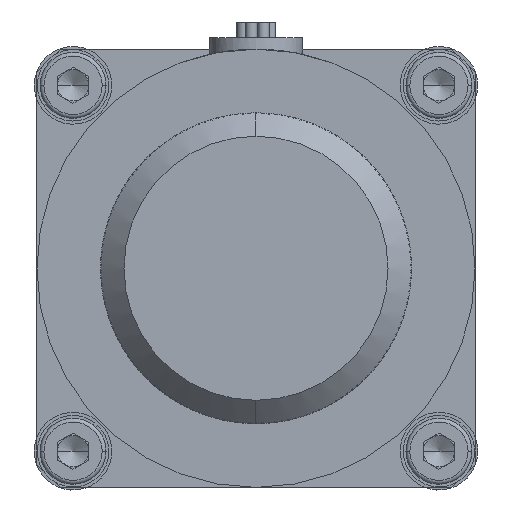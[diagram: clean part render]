
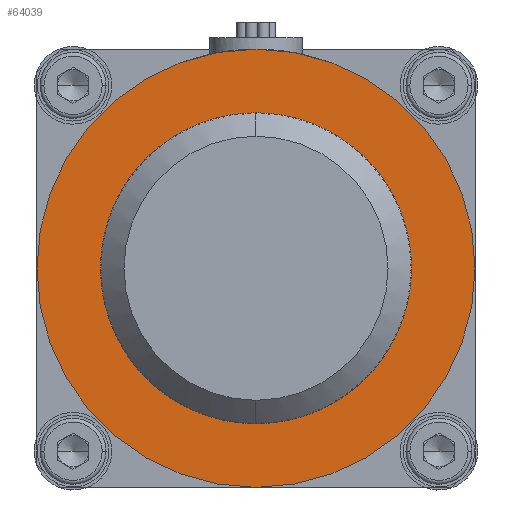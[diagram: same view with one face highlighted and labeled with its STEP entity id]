
A CAD part, front view. The second image highlights one B-rep face of the part: STEP entity #64039.
In plain terms, the highlighted face is planar.
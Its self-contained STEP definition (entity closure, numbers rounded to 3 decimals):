
#443 = CARTESIAN_POINT ( 'NONE',  ( 0., 38., 0. ) ) ;
#893 = EDGE_CURVE ( 'NONE', #52180, #1019, #1095, .T. ) ;
#950 = CARTESIAN_POINT ( 'NONE',  ( -9.525, 38., 0. ) ) ;
#1019 = VERTEX_POINT ( 'NONE', #56244 ) ;
#1095 = CIRCLE ( 'NONE', #35810, 28.2 ) ;
#2141 = EDGE_CURVE ( 'NONE', #64549, #12636, #40681, .T. ) ;
#2735 = CARTESIAN_POINT ( 'NONE',  ( 0., 38., 28.2 ) ) ;
#2900 = CIRCLE ( 'NONE', #37581, 3.9 ) ;
#3550 = ORIENTED_EDGE ( 'NONE', *, *, #2141, .F. ) ;
#4640 = DIRECTION ( 'NONE',  ( 0., 0., 1. ) ) ;
#5525 = FACE_BOUND ( 'NONE', #58352, .T. ) ;
#5810 = EDGE_CURVE ( 'NONE', #44218, #27834, #17277, .T. ) ;
#6464 = DIRECTION ( 'NONE',  ( 0., 1., 0. ) ) ;
#7081 = EDGE_LOOP ( 'NONE', ( #14416, #17163 ) ) ;
#7294 = CIRCLE ( 'NONE', #24699, 28.2 ) ;
#10372 = CARTESIAN_POINT ( 'NONE',  ( 0., 38., 0. ) ) ;
#12636 = VERTEX_POINT ( 'NONE', #36045 ) ;
#14416 = ORIENTED_EDGE ( 'NONE', *, *, #27669, .T. ) ;
#15154 = CARTESIAN_POINT ( 'NONE',  ( -9.525, 38., 0. ) ) ;
#15983 = EDGE_CURVE ( 'NONE', #27834, #44218, #32373, .T. ) ;
#16036 = CARTESIAN_POINT ( 'NONE',  ( 9.525, 38., 1.025 ) ) ;
#16765 = AXIS2_PLACEMENT_3D ( 'NONE', #10372, #45775, #4640 ) ;
#16806 = DIRECTION ( 'NONE',  ( 0., 0., 1. ) ) ;
#17021 = EDGE_CURVE ( 'NONE', #24689, #19148, #35772, .T. ) ;
#17163 = ORIENTED_EDGE ( 'NONE', *, *, #893, .T. ) ;
#17277 = CIRCLE ( 'NONE', #59628, 1.025 ) ;
#17409 = CARTESIAN_POINT ( 'NONE',  ( -9.525, 38., -1.025 ) ) ;
#18684 = ORIENTED_EDGE ( 'NONE', *, *, #15983, .F. ) ;
#19148 = VERTEX_POINT ( 'NONE', #16036 ) ;
#19266 = CIRCLE ( 'NONE', #50757, 1.025 ) ;
#20164 = DIRECTION ( 'NONE',  ( 0., 1., 0. ) ) ;
#20328 = EDGE_LOOP ( 'NONE', ( #61028, #37693 ) ) ;
#21140 = DIRECTION ( 'NONE',  ( 0., 1., 0. ) ) ;
#22643 = AXIS2_PLACEMENT_3D ( 'NONE', #950, #42409, #64122 ) ;
#24689 = VERTEX_POINT ( 'NONE', #27318 ) ;
#24699 = AXIS2_PLACEMENT_3D ( 'NONE', #47669, #20164, #32029 ) ;
#26263 = PLANE ( 'NONE',  #28867 ) ;
#27318 = CARTESIAN_POINT ( 'NONE',  ( 9.525, 38., -1.025 ) ) ;
#27472 = DIRECTION ( 'NONE',  ( 0., 0., 1. ) ) ;
#27578 = DIRECTION ( 'NONE',  ( 0., 1., 0. ) ) ;
#27669 = EDGE_CURVE ( 'NONE', #1019, #52180, #7294, .T. ) ;
#27834 = VERTEX_POINT ( 'NONE', #17409 ) ;
#28599 = CARTESIAN_POINT ( 'NONE',  ( 0., 38., 0. ) ) ;
#28867 = AXIS2_PLACEMENT_3D ( 'NONE', #443, #21140, #62569 ) ;
#32029 = DIRECTION ( 'NONE',  ( 0., 0., 1. ) ) ;
#32373 = CIRCLE ( 'NONE', #22643, 1.025 ) ;
#32562 = CARTESIAN_POINT ( 'NONE',  ( 9.525, 38., 0. ) ) ;
#35772 = CIRCLE ( 'NONE', #48807, 1.025 ) ;
#35810 = AXIS2_PLACEMENT_3D ( 'NONE', #59324, #39964, #59674 ) ;
#36045 = CARTESIAN_POINT ( 'NONE',  ( 0., 38., -3.9 ) ) ;
#36762 = FACE_BOUND ( 'NONE', #20328, .T. ) ;
#37581 = AXIS2_PLACEMENT_3D ( 'NONE', #28599, #27578, #49312 ) ;
#37693 = ORIENTED_EDGE ( 'NONE', *, *, #17021, .F. ) ;
#38421 = ORIENTED_EDGE ( 'NONE', *, *, #5810, .F. ) ;
#39964 = DIRECTION ( 'NONE',  ( 0., 1., 0. ) ) ;
#40681 = CIRCLE ( 'NONE', #16765, 3.9 ) ;
#41806 = CARTESIAN_POINT ( 'NONE',  ( 0., 38., 3.9 ) ) ;
#42409 = DIRECTION ( 'NONE',  ( 0., 1., 0. ) ) ;
#42519 = DIRECTION ( 'NONE',  ( 0., 0., 1. ) ) ;
#42981 = ORIENTED_EDGE ( 'NONE', *, *, #64074, .F. ) ;
#44218 = VERTEX_POINT ( 'NONE', #51384 ) ;
#45775 = DIRECTION ( 'NONE',  ( 0., 1., 0. ) ) ;
#47512 = DIRECTION ( 'NONE',  ( 0., 1., 0. ) ) ;
#47669 = CARTESIAN_POINT ( 'NONE',  ( 0., 38., 0. ) ) ;
#48807 = AXIS2_PLACEMENT_3D ( 'NONE', #53011, #6464, #42519 ) ;
#49312 = DIRECTION ( 'NONE',  ( 0., 0., 1. ) ) ;
#49364 = EDGE_CURVE ( 'NONE', #19148, #24689, #19266, .T. ) ;
#50298 = EDGE_LOOP ( 'NONE', ( #38421, #18684 ) ) ;
#50757 = AXIS2_PLACEMENT_3D ( 'NONE', #32562, #47512, #27472 ) ;
#51384 = CARTESIAN_POINT ( 'NONE',  ( -9.525, 38., 1.025 ) ) ;
#52070 = FACE_OUTER_BOUND ( 'NONE', #7081, .T. ) ;
#52180 = VERTEX_POINT ( 'NONE', #2735 ) ;
#53011 = CARTESIAN_POINT ( 'NONE',  ( 9.525, 38., 0. ) ) ;
#56244 = CARTESIAN_POINT ( 'NONE',  ( 0., 38., -28.2 ) ) ;
#58352 = EDGE_LOOP ( 'NONE', ( #42981, #3550 ) ) ;
#59324 = CARTESIAN_POINT ( 'NONE',  ( 0., 38., 0. ) ) ;
#59628 = AXIS2_PLACEMENT_3D ( 'NONE', #15154, #67128, #16806 ) ;
#59674 = DIRECTION ( 'NONE',  ( 0., 0., 1. ) ) ;
#61028 = ORIENTED_EDGE ( 'NONE', *, *, #49364, .F. ) ;
#62249 = FACE_BOUND ( 'NONE', #50298, .T. ) ;
#62569 = DIRECTION ( 'NONE',  ( 0., 0., 1. ) ) ;
#64039 = ADVANCED_FACE ( 'NONE', ( #36762, #62249, #52070, #5525 ), #26263, .T. ) ;
#64074 = EDGE_CURVE ( 'NONE', #12636, #64549, #2900, .T. ) ;
#64122 = DIRECTION ( 'NONE',  ( 0., 0., 1. ) ) ;
#64549 = VERTEX_POINT ( 'NONE', #41806 ) ;
#67128 = DIRECTION ( 'NONE',  ( 0., 1., 0. ) ) ;
